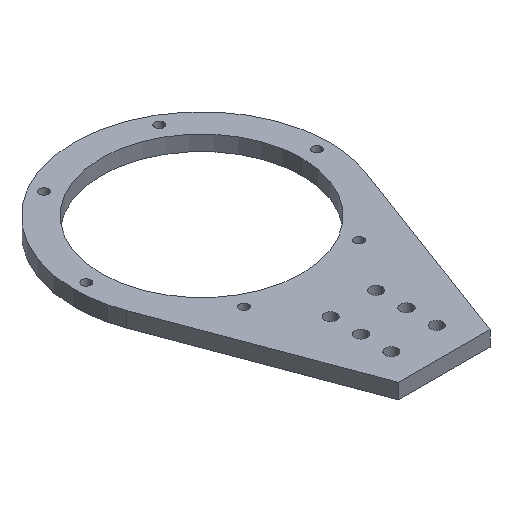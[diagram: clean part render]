
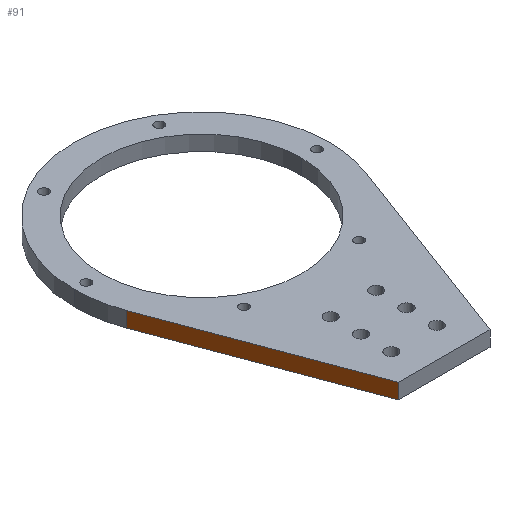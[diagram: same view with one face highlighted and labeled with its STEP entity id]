
A CAD part, isometric view. The second image highlights one B-rep face of the part: STEP entity #91.
In plain terms, the highlighted planar face has unit normal (-0.937, -0.349, 0).
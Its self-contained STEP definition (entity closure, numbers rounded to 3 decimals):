
#20 = CARTESIAN_POINT ( 'NONE',  ( -39.354, -14.671, 0. ) ) ;
#89 = VECTOR ( 'NONE', #670, 1000. ) ;
#91 = ADVANCED_FACE ( 'NONE', ( #284 ), #911, .T. ) ;
#100 = EDGE_CURVE ( 'NONE', #173, #665, #1150, .T. ) ;
#101 = LINE ( 'NONE', #318, #764 ) ;
#113 = LINE ( 'NONE', #831, #671 ) ;
#173 = VERTEX_POINT ( 'NONE', #431 ) ;
#276 = CARTESIAN_POINT ( 'NONE',  ( -15., -80., 5. ) ) ;
#282 = CARTESIAN_POINT ( 'NONE',  ( -15., -80., 5. ) ) ;
#284 = FACE_OUTER_BOUND ( 'NONE', #1220, .T. ) ;
#318 = CARTESIAN_POINT ( 'NONE',  ( -39.354, -14.671, 5. ) ) ;
#410 = DIRECTION ( 'NONE',  ( -0.937, -0.349, 0. ) ) ;
#431 = CARTESIAN_POINT ( 'NONE',  ( -15., -80., 0. ) ) ;
#433 = DIRECTION ( 'NONE',  ( -0.349, 0.937, 0. ) ) ;
#454 = ORIENTED_EDGE ( 'NONE', *, *, #100, .F. ) ;
#559 = EDGE_CURVE ( 'NONE', #961, #665, #101, .T. ) ;
#613 = CARTESIAN_POINT ( 'NONE',  ( -39.354, -14.671, 0. ) ) ;
#633 = ORIENTED_EDGE ( 'NONE', *, *, #559, .T. ) ;
#665 = VERTEX_POINT ( 'NONE', #613 ) ;
#670 = DIRECTION ( 'NONE',  ( 0., 0., -1. ) ) ;
#671 = VECTOR ( 'NONE', #433, 1000. ) ;
#700 = DIRECTION ( 'NONE',  ( 0.349, -0.937, 0. ) ) ;
#712 = AXIS2_PLACEMENT_3D ( 'NONE', #893, #410, #700 ) ;
#739 = VERTEX_POINT ( 'NONE', #282 ) ;
#764 = VECTOR ( 'NONE', #1004, 1000. ) ;
#770 = EDGE_CURVE ( 'NONE', #739, #173, #863, .T. ) ;
#789 = ORIENTED_EDGE ( 'NONE', *, *, #1262, .T. ) ;
#815 = CARTESIAN_POINT ( 'NONE',  ( -39.354, -14.671, 5. ) ) ;
#817 = DIRECTION ( 'NONE',  ( -0.349, 0.937, 0. ) ) ;
#831 = CARTESIAN_POINT ( 'NONE',  ( -39.354, -14.671, 5. ) ) ;
#841 = VECTOR ( 'NONE', #817, 1000. ) ;
#863 = LINE ( 'NONE', #276, #89 ) ;
#893 = CARTESIAN_POINT ( 'NONE',  ( -39.354, -14.671, 5. ) ) ;
#911 = PLANE ( 'NONE',  #712 ) ;
#961 = VERTEX_POINT ( 'NONE', #815 ) ;
#1004 = DIRECTION ( 'NONE',  ( 0., 0., -1. ) ) ;
#1011 = ORIENTED_EDGE ( 'NONE', *, *, #770, .F. ) ;
#1150 = LINE ( 'NONE', #20, #841 ) ;
#1220 = EDGE_LOOP ( 'NONE', ( #454, #1011, #789, #633 ) ) ;
#1262 = EDGE_CURVE ( 'NONE', #739, #961, #113, .T. ) ;
